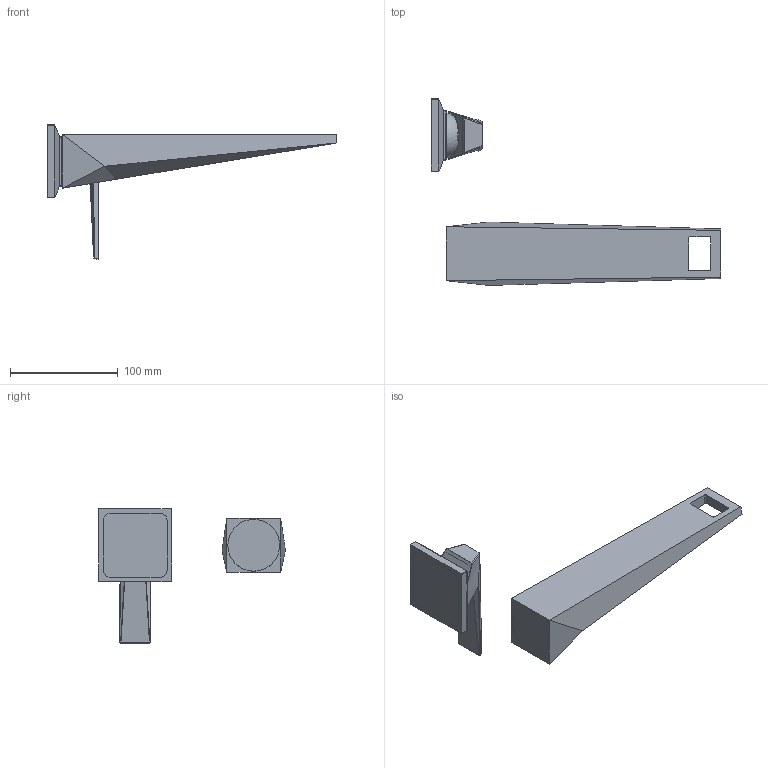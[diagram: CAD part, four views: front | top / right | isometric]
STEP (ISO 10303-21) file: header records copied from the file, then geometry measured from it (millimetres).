
FILE_DESCRIPTION(/* description */ ('Unknown'),/* implementation_level */ '2;1');
FILE_NAME(/* name */ '29517000',/* time_stamp */ '2022-11-05T15:38:01+01:00',/* author */ ('Unknown'),/* organization */ ('GROHE AG'),/* preprocessor_version */ 'ST-DEVELOPER v16.7',/* originating_system */ 'DEX',/* authorisation */ $);
FILE_SCHEMA (('AUTOMOTIVE_DESIGN {1 0 10303 214 3 1 1}'));
Products named in the file (8): 29517000; 418077040_HEBEL_EHM-_OHM_LEVER_100303117; 418079038_PLATTE_R鄚_PLATE_KNUR_100303114; 418078038_HEBEL_EHM-_OHM_LEVER_100303109; A4229684_DECKEL_COVER_01493138; 401666038_AUSLAUF_GU_CAST_SPOUT_01466827; 402317038_ROSETTE_AB_COVER_ROSE_01514344; A4228946_KAPPE_CAP_01460437
Assembly tree (7 placements, depth 3):
  29517000
    418077040_HEBEL_EHM-_OHM_LEVER_100303117
      418079038_PLATTE_R鄚_PLATE_KNUR_100303114
      418078038_HEBEL_EHM-_OHM_LEVER_100303109
    A4229684_DECKEL_COVER_01493138
    401666038_AUSLAUF_GU_CAST_SPOUT_01466827
    402317038_ROSETTE_AB_COVER_ROSE_01514344
    A4228946_KAPPE_CAP_01460437
Bounding box: 268.78 x 173.4 x 124.98 mm (x, y, z)
Volume: 353689.2 mm3; surface area: 107039.1 mm2
Topology: 6 solids, 13 shells, 9805 faces, 20433 edges, 10620 vertices
Faces by surface type: plane 9051, cylinder 336, bspline 311, cone 38, torus 37, sphere 32
Full cylindrical faces by diameter (mm): 2.459 x2, 3.242 x2, 13 x1, 15.1 x1, 21 x1, 27.8 x1, 43.498 x1
Entity records: 303858 total; most frequent: CARTESIAN_POINT 74960, ORIENTED_EDGE 40684, DIRECTION 22367, EDGE_CURVE 20342, B_SPLINE_CURVE_WITH_KNOTS 17757, VERTEX_POINT 10607, AXIS2_PLACEMENT_3D 10333, EDGE_LOOP 9855
